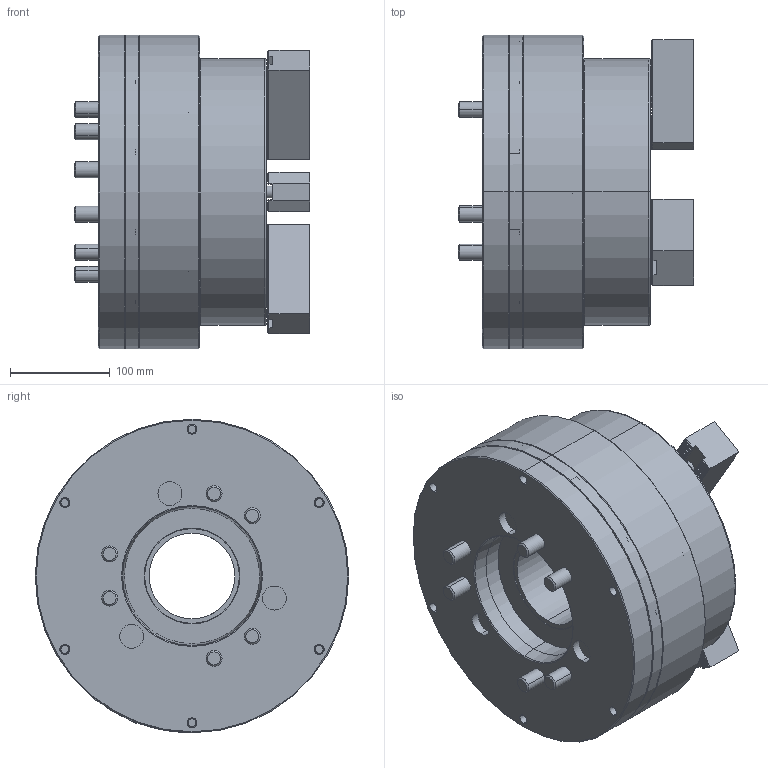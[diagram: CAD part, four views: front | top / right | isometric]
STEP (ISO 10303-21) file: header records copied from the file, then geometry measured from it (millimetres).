
FILE_DESCRIPTION (( 'STEP AP203' ), '1' );
FILE_NAME ('CF-AP-86A8.STEP', '2020-10-30T09:08:53', ( '' ), ( '' ), 'SwSTEP 2.0', 'SolidWorks 2016', '' );
FILE_SCHEMA (( 'CONFIG_CONTROL_DESIGN' ));
Length unit declared in the file: millimetre
Products named in the file (13): SJ-10; 圓頭內六角螺栓_M12x30; CF-AP-86-0100G; CF-AP-52-10000; CF-AP-86-05000; CF-AP-86-07000; CF-AP-86-06000; 圓頭內六角螺栓_M16x40; 圓頭內六角螺栓_M10x25; CF-AP-86A8; 圓頭內六角螺栓_M10x80; 半圓頭六角孔螺栓_M5x10; CF-AP-52-09000
Assembly tree (46 placements, depth 2):
  CF-AP-86A8
    CF-AP-86-0100G
    CF-AP-86-05000
    CF-AP-86-06000
    圓頭內六角螺栓_M10x25  x12
    圓頭內六角螺栓_M10x80  x6
    半圓頭六角孔螺栓_M5x10  x6
    CF-AP-52-09000
    SJ-10  x3
    圓頭內六角螺栓_M12x30  x6
    CF-AP-52-10000  x2
    CF-AP-86-07000
    圓頭內六角螺栓_M16x40  x6
Bounding box: 236.3 x 315 x 315 mm (x, y, z)
Volume: 10871149.4 mm3; surface area: 936213.8 mm2
Topology: 46 solids, 46 shells, 3328 faces, 8853 edges, 5695 vertices
Faces by surface type: plane 2050, cylinder 938, cone 312, torus 24, sphere 4
Entity records: 42474 total; most frequent: CARTESIAN_POINT 8252, ORIENTED_EDGE 6726, DIRECTION 6561, EDGE_CURVE 3363, AXIS2_PLACEMENT_3D 2208, VERTEX_POINT 2199, LINE 2145, VECTOR 2145
